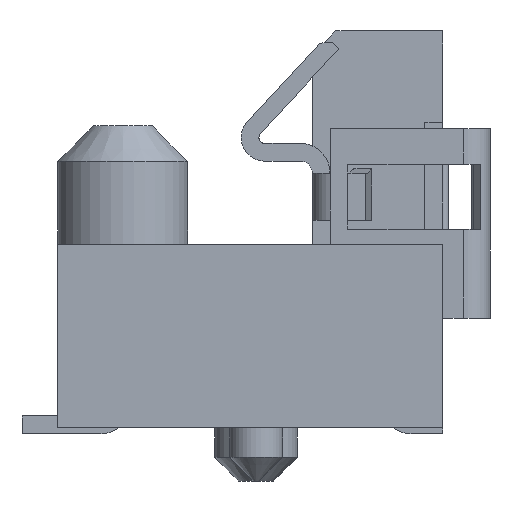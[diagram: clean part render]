
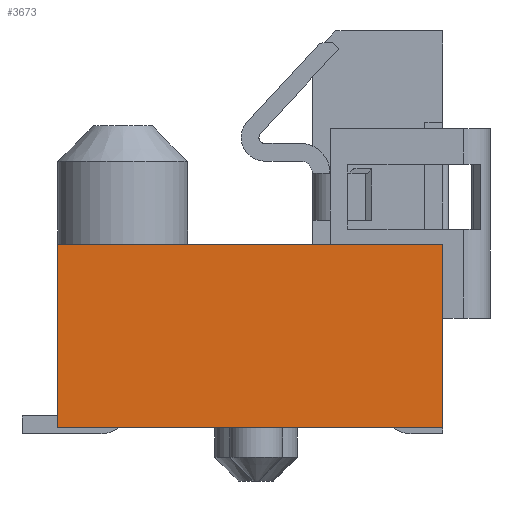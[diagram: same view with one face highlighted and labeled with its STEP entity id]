
A CAD part, front view. The second image highlights one B-rep face of the part: STEP entity #3673.
In plain terms, the highlighted face is planar.
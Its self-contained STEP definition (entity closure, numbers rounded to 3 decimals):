
#152=PLANE('',#3983);
#479=FACE_OUTER_BOUND('',#663,.T.);
#663=EDGE_LOOP('',(#3303,#3304,#3305,#3306));
#996=LINE('',#5772,#1405);
#1064=LINE('',#5945,#1473);
#1066=LINE('',#5949,#1475);
#1067=LINE('',#5950,#1476);
#1405=VECTOR('',#4740,1.);
#1473=VECTOR('',#4868,1.);
#1475=VECTOR('',#4872,1.);
#1476=VECTOR('',#4873,1.);
#1872=VERTEX_POINT('',#5769);
#1873=VERTEX_POINT('',#5771);
#1923=VERTEX_POINT('',#5943);
#1924=VERTEX_POINT('',#5948);
#2333=EDGE_CURVE('',#1872,#1873,#996,.T.);
#2409=EDGE_CURVE('',#1923,#1872,#1064,.T.);
#2411=EDGE_CURVE('',#1873,#1924,#1066,.T.);
#2412=EDGE_CURVE('',#1923,#1924,#1067,.T.);
#3303=ORIENTED_EDGE('',*,*,#2411,.F.);
#3304=ORIENTED_EDGE('',*,*,#2333,.F.);
#3305=ORIENTED_EDGE('',*,*,#2409,.F.);
#3306=ORIENTED_EDGE('',*,*,#2412,.T.);
#3673=ADVANCED_FACE('',(#479),#152,.F.);
#3983=AXIS2_PLACEMENT_3D('',#5947,#4870,#4871);
#4740=DIRECTION('',(0.,0.,1.));
#4868=DIRECTION('',(0.,-1.,0.));
#4870=DIRECTION('center_axis',(-1.,0.,0.));
#4871=DIRECTION('ref_axis',(0.,-1.,0.));
#4872=DIRECTION('',(0.,1.,0.));
#4873=DIRECTION('',(0.,0.,1.));
#5769=CARTESIAN_POINT('',(14.5,-6.5,0.));
#5771=CARTESIAN_POINT('',(14.5,-6.5,3.1));
#5772=CARTESIAN_POINT('',(14.5,-6.5,1.55));
#5943=CARTESIAN_POINT('',(14.5,0.,0.));
#5945=CARTESIAN_POINT('',(14.5,-3.25,0.));
#5947=CARTESIAN_POINT('Origin',(14.5,0.,0.));
#5948=CARTESIAN_POINT('',(14.5,0.,3.1));
#5949=CARTESIAN_POINT('',(14.5,-3.25,3.1));
#5950=CARTESIAN_POINT('',(14.5,0.,3.3));
